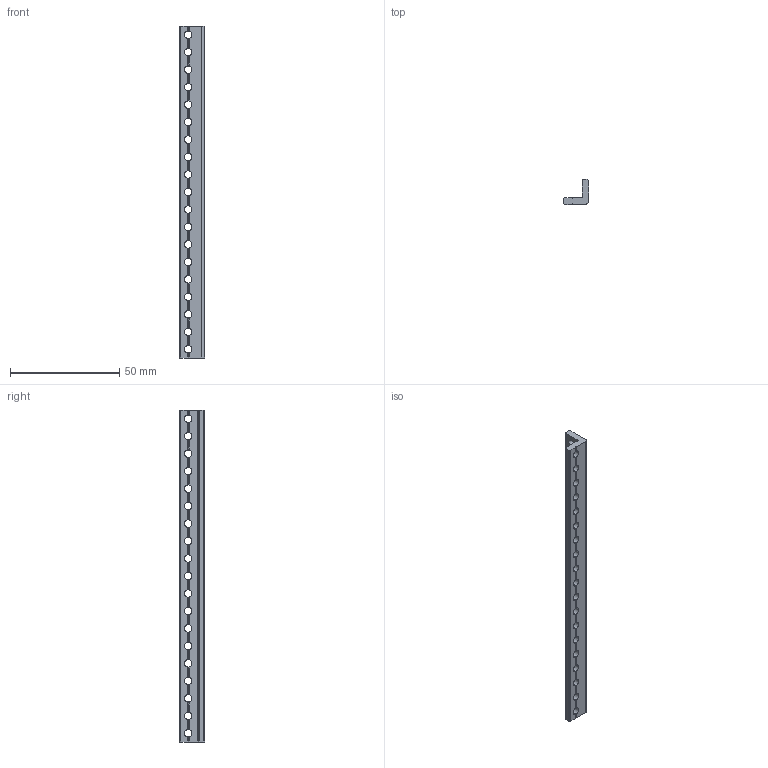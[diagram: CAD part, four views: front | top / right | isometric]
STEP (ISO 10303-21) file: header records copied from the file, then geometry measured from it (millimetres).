
FILE_DESCRIPTION (( 'STEP AP214' ), '1' );
FILE_NAME ('REV Robotics-REV-41-1706.STEP', '2020-11-27T04:17:02', ( '' ), ( '' ), 'SwSTEP 2.0', 'SolidWorks 2020', '' );
FILE_SCHEMA (( 'AUTOMOTIVE_DESIGN' ));
Length unit declared in the file: millimetre
Products named in the file (1): REV Robotics-REV-41-1706
Bounding box: 11.5 x 11.5 x 152 mm (x, y, z)
Volume: 7907.7 mm3; surface area: 7360 mm2
Topology: 1 solids, 1 shells, 524 faces, 1756 edges, 1158 vertices
Faces by surface type: cylinder 347, plane 177
Entity records: 20562 total; most frequent: CARTESIAN_POINT 7087, ORIENTED_EDGE 3512, DIRECTION 2094, EDGE_CURVE 1756, VERTEX_POINT 1158, AXIS2_PLACEMENT_3D 725, VECTOR 644, LINE 644
